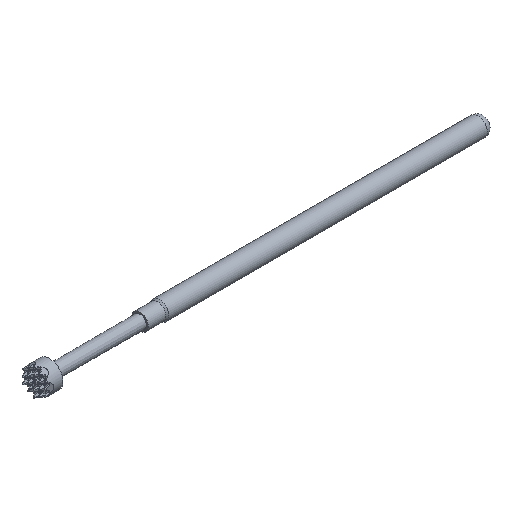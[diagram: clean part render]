
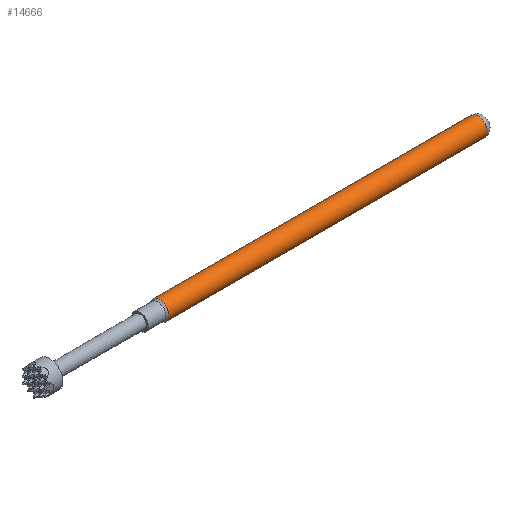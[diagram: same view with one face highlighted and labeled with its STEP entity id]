
A CAD part, isometric view. The second image highlights one B-rep face of the part: STEP entity #14666.
In plain terms, the highlighted cylindrical face has radius 0.683 mm (diameter 1.367 mm), a full revolution.
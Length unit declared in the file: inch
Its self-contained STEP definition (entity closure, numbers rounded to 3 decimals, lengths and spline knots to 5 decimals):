
#1680 = CARTESIAN_POINT ( 'NONE',  ( 0.94349, 0., 0. ) ) ;
#10418 = CARTESIAN_POINT ( 'NONE',  ( 0., 0., 0. ) ) ;
#14666 = ADVANCED_FACE ( 'NONE', ( #33146, #89112 ), #127630, .T. ) ;
#15314 = DIRECTION ( 'NONE',  ( 1., 0., 0. ) ) ;
#23445 = ORIENTED_EDGE ( 'NONE', *, *, #29687, .F. ) ;
#25651 = ORIENTED_EDGE ( 'NONE', *, *, #133680, .T. ) ;
#29687 = EDGE_CURVE ( 'NONE', #40169, #40169, #208578, .T. ) ;
#33146 = FACE_OUTER_BOUND ( 'NONE', #109590, .T. ) ;
#37735 = CIRCLE ( 'NONE', #80854, 0.0269 ) ;
#37747 = DIRECTION ( 'NONE',  ( -1., 0., 0. ) ) ;
#38938 = VERTEX_POINT ( 'NONE', #119630 ) ;
#40169 = VERTEX_POINT ( 'NONE', #212904 ) ;
#61883 = AXIS2_PLACEMENT_3D ( 'NONE', #1680, #37747, #113559 ) ;
#71298 = EDGE_LOOP ( 'NONE', ( #23445 ) ) ;
#80854 = AXIS2_PLACEMENT_3D ( 'NONE', #10418, #15314, #164531 ) ;
#89112 = FACE_OUTER_BOUND ( 'NONE', #71298, .T. ) ;
#109590 = EDGE_LOOP ( 'NONE', ( #25651 ) ) ;
#113559 = DIRECTION ( 'NONE',  ( 0., 0., 1. ) ) ;
#119630 = CARTESIAN_POINT ( 'NONE',  ( 0., 0.0269, 0. ) ) ;
#127630 = CYLINDRICAL_SURFACE ( 'NONE', #61883, 0.0269 ) ;
#133680 = EDGE_CURVE ( 'NONE', #38938, #38938, #37735, .T. ) ;
#161559 = CARTESIAN_POINT ( 'NONE',  ( 0.92373, 0., 0. ) ) ;
#162799 = DIRECTION ( 'NONE',  ( 1., 0., 0. ) ) ;
#164531 = DIRECTION ( 'NONE',  ( 0., 1., 0. ) ) ;
#180890 = AXIS2_PLACEMENT_3D ( 'NONE', #161559, #162799, #219982 ) ;
#208578 = CIRCLE ( 'NONE', #180890, 0.0269 ) ;
#212904 = CARTESIAN_POINT ( 'NONE',  ( 0.92373, 0.0269, 0. ) ) ;
#219982 = DIRECTION ( 'NONE',  ( 0., 1., 0. ) ) ;
